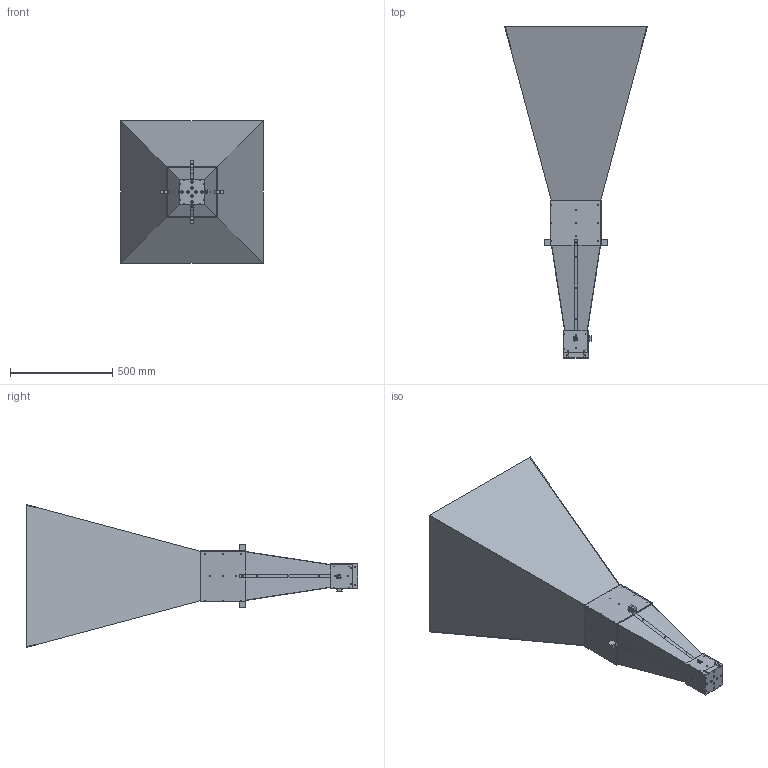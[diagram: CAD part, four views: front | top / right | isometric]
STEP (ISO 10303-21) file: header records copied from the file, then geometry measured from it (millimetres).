
FILE_DESCRIPTION (( 'STEP AP203' ), '1' );
FILE_NAME ('OMT_plus_horn_assem.STEP', '2017-05-05T14:46:38', ( '' ), ( '' ), 'SwSTEP 2.0', 'SolidWorks 2016', '' );
FILE_SCHEMA (( 'CONFIG_CONTROL_DESIGN' ));
Length unit declared in the file: inch
Products named in the file (18): coax_jacket; bottom_plate; ridge_y; coax_clamp_assem; coax_center_conductor; wall_top; coax_assem; coax_dialectric; OMT_plus_horn_assem; coax_clamp_top; wall_bottom; wall_horn; wall_middle; OMT_assem; coax_jacket2; coax_clamp_base; ridge_x; coax_dialectric2
Assembly tree (30 placements, depth 4):
  OMT_plus_horn_assem
    OMT_assem
      ridge_x  x2
      ridge_y  x2
      wall_bottom  x4
      coax_assem  x2
        coax_dialectric
        coax_jacket2
        coax_center_conductor
        coax_dialectric2
        coax_jacket
      wall_top  x4
      wall_middle  x4
      bottom_plate
      coax_clamp_assem  x2
        coax_clamp_base
        coax_clamp_top
    wall_horn
Bounding box: 697.45 x 1620.22 x 697.45 mm (x, y, z)
Volume: 10646114.1 mm3; surface area: 4965802.9 mm2
Topology: 32 solids, 32 shells, 1392 faces, 3348 edges, 2024 vertices
Faces by surface type: cylinder 724, plane 440, cone 228
Entity records: 21611 total; most frequent: DIRECTION 3543, CARTESIAN_POINT 3498, ORIENTED_EDGE 3034, EDGE_CURVE 1517, AXIS2_PLACEMENT_3D 1382, VERTEX_POINT 977, EDGE_LOOP 870, LINE 779
